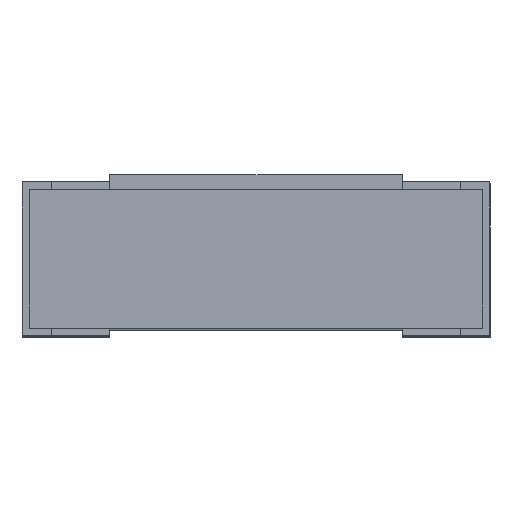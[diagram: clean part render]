
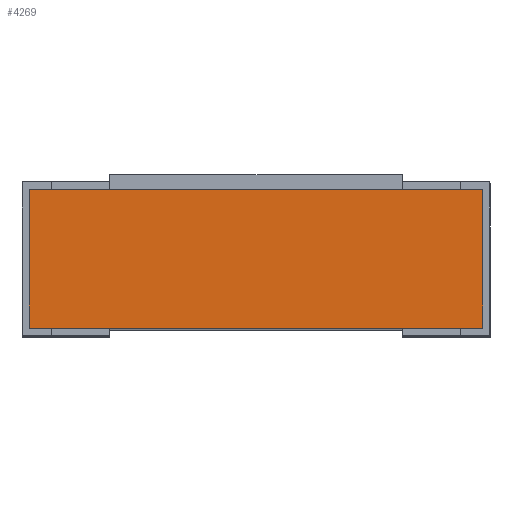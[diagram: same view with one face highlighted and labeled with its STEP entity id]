
A CAD part, top view. The second image highlights one B-rep face of the part: STEP entity #4269.
In plain terms, the highlighted planar face has unit normal (0, 0, 1).
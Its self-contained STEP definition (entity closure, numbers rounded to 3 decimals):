
#432 = VERTEX_POINT ( 'NONE', #6115 ) ;
#1230 = CARTESIAN_POINT ( 'NONE',  ( 0., 0., 1.9 ) ) ;
#1344 = EDGE_CURVE ( 'NONE', #432, #8484, #4966, .T. ) ;
#1832 = ORIENTED_EDGE ( 'NONE', *, *, #3672, .F. ) ;
#2945 = EDGE_LOOP ( 'NONE', ( #3675, #5204, #1832, #8377 ) ) ;
#3252 = EDGE_CURVE ( 'NONE', #9851, #10333, #5190, .T. ) ;
#3672 = EDGE_CURVE ( 'NONE', #10333, #432, #7706, .T. ) ;
#3675 = ORIENTED_EDGE ( 'NONE', *, *, #6991, .F. ) ;
#3713 = CARTESIAN_POINT ( 'NONE',  ( -0.775, 0.5, 1.9 ) ) ;
#3757 = PLANE ( 'NONE',  #5237 ) ;
#4269 = ADVANCED_FACE ( 'NONE', ( #9729 ), #3757, .T. ) ;
#4617 = CARTESIAN_POINT ( 'NONE',  ( -0.775, 0.5, 1.9 ) ) ;
#4695 = DIRECTION ( 'NONE',  ( 0., 0., 1. ) ) ;
#4699 = VECTOR ( 'NONE', #10770, 1000. ) ;
#4966 = LINE ( 'NONE', #9104, #4699 ) ;
#5190 = LINE ( 'NONE', #5732, #9220 ) ;
#5204 = ORIENTED_EDGE ( 'NONE', *, *, #1344, .F. ) ;
#5237 = AXIS2_PLACEMENT_3D ( 'NONE', #1230, #4695, #7216 ) ;
#5306 = CARTESIAN_POINT ( 'NONE',  ( -0.775, 0.025, 1.9 ) ) ;
#5463 = CARTESIAN_POINT ( 'NONE',  ( 0.775, 0.5, 1.9 ) ) ;
#5547 = CARTESIAN_POINT ( 'NONE',  ( 0.775, 0.5, 1.9 ) ) ;
#5732 = CARTESIAN_POINT ( 'NONE',  ( -0.775, 0.5, 1.9 ) ) ;
#6115 = CARTESIAN_POINT ( 'NONE',  ( 0.775, 0.025, 1.9 ) ) ;
#6991 = EDGE_CURVE ( 'NONE', #8484, #9851, #11132, .T. ) ;
#7216 = DIRECTION ( 'NONE',  ( 1., 0., 0. ) ) ;
#7706 = LINE ( 'NONE', #5463, #9465 ) ;
#7990 = DIRECTION ( 'NONE',  ( 0., 1., 0. ) ) ;
#8377 = ORIENTED_EDGE ( 'NONE', *, *, #3252, .F. ) ;
#8484 = VERTEX_POINT ( 'NONE', #5306 ) ;
#9104 = CARTESIAN_POINT ( 'NONE',  ( -0.775, 0.025, 1.9 ) ) ;
#9220 = VECTOR ( 'NONE', #9266, 1000. ) ;
#9266 = DIRECTION ( 'NONE',  ( 1., 0., 0. ) ) ;
#9465 = VECTOR ( 'NONE', #10659, 1000. ) ;
#9729 = FACE_OUTER_BOUND ( 'NONE', #2945, .T. ) ;
#9851 = VERTEX_POINT ( 'NONE', #4617 ) ;
#10333 = VERTEX_POINT ( 'NONE', #5547 ) ;
#10605 = VECTOR ( 'NONE', #7990, 1000. ) ;
#10659 = DIRECTION ( 'NONE',  ( 0., -1., 0. ) ) ;
#10770 = DIRECTION ( 'NONE',  ( -1., 0., 0. ) ) ;
#11132 = LINE ( 'NONE', #3713, #10605 ) ;
